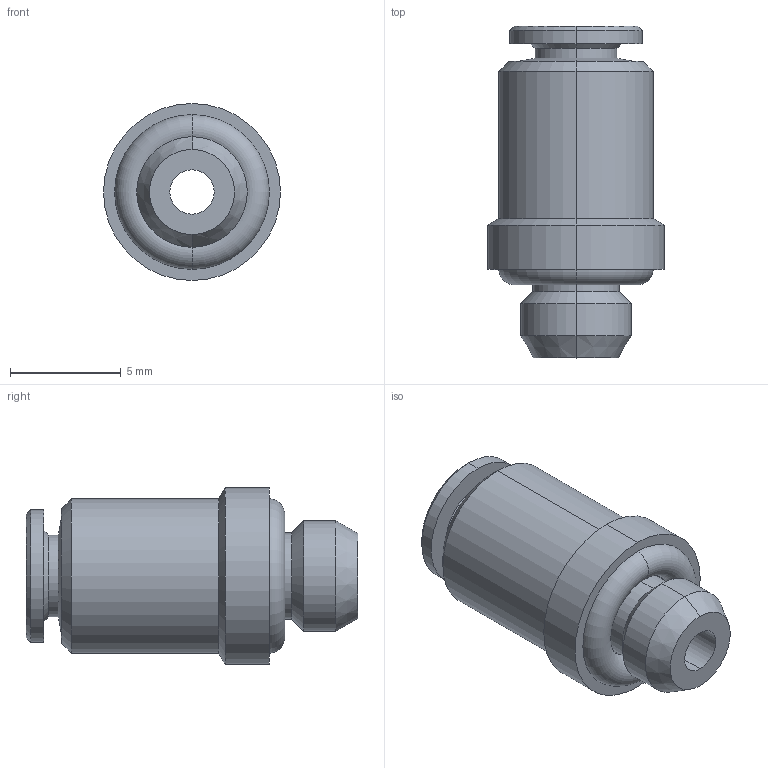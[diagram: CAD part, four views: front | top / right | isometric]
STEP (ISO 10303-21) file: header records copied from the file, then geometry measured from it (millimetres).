
FILE_DESCRIPTION (( 'STEP AP203' ), '1' );
FILE_NAME ('A0020000.STEP', '2009-01-19T13:33:43', ( '' ), ( 'sopra-pneumatic' ), 'SwSTEP 2.0', 'SolidWorks 2008', '' );
FILE_SCHEMA (( 'CONFIG_CONTROL_DESIGN' ));
Length unit declared in the file: millimetre
Products named in the file (1): A0020000
Bounding box: 8 x 15 x 8 mm (x, y, z)
Volume: 400.3 mm3; surface area: 554.9 mm2
Topology: 1 solids, 1 shells, 54 faces, 114 edges, 66 vertices
Faces by surface type: cone 18, plane 18, cylinder 16, torus 2
Entity records: 1533 total; most frequent: CARTESIAN_POINT 271, DIRECTION 270, ORIENTED_EDGE 228, EDGE_CURVE 114, AXIS2_PLACEMENT_3D 109, VERTEX_POINT 66, EDGE_LOOP 60, FACE_OUTER_BOUND 54
